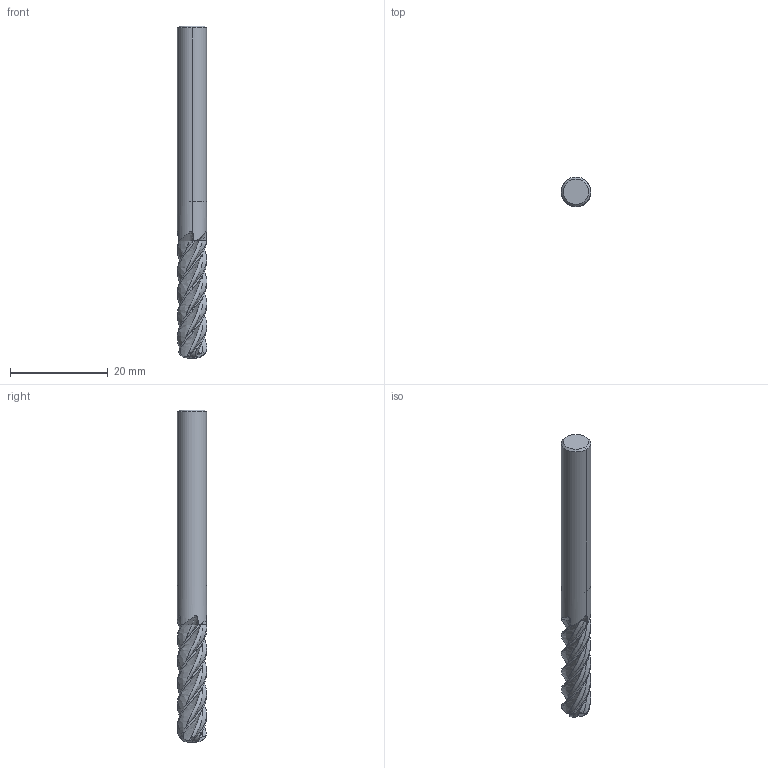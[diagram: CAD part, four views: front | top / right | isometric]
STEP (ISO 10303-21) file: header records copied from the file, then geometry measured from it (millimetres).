
FILE_DESCRIPTION(('no description'),'unknown implementation level');
FILE_NAME('EXPK1-M03-0123-6_2-Detail.stp',' ',('CIMSOURCE GmbH'),('CADClick - KiM GmbH - www.kimweb.de'),'unknown preprocess','ACIS','unknown authorization');
FILE_SCHEMA(('automotive_design'));
Length unit declared in the file: millimetre
Products named in the file (2): NOCUT; CUT
Bounding box: 6 x 6 x 68 mm (x, y, z)
Volume: 1605.4 mm3; surface area: 1484.9 mm2
Topology: 2 solids, 2 shells, 96 faces, 264 edges, 173 vertices
Faces by surface type: plane 29, revolution 20, bspline 20, cone 17, torus 6, cylinder 4
Entity records: 14729 total; most frequent: CARTESIAN_POINT 9595, STYLED_ITEM 535, PRESENTATION_STYLE_ASSIGNMENT 535, COLOUR_RGB 535, ORIENTED_EDGE 528, DIRECTION 315, EDGE_CURVE 264, CURVE_STYLE 264
